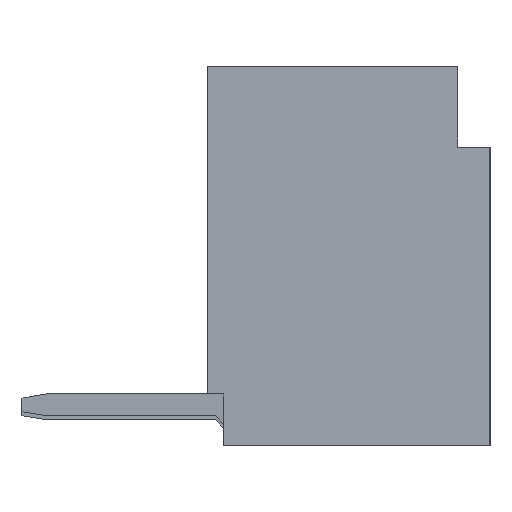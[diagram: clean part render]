
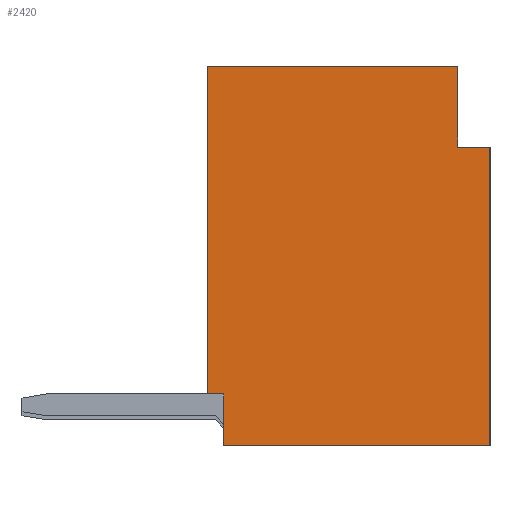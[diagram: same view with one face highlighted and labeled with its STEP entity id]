
A CAD part, left-side view. The second image highlights one B-rep face of the part: STEP entity #2420.
In plain terms, the highlighted planar face has unit normal (-1, 0, 0).
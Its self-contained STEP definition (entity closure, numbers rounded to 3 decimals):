
#290=ORIENTED_EDGE('',*,*,#963,.F.);
#291=ORIENTED_EDGE('',*,*,#964,.T.);
#292=ORIENTED_EDGE('',*,*,#955,.T.);
#293=ORIENTED_EDGE('',*,*,#827,.T.);
#294=ORIENTED_EDGE('',*,*,#965,.F.);
#295=ORIENTED_EDGE('',*,*,#966,.T.);
#296=ORIENTED_EDGE('',*,*,#967,.T.);
#297=ORIENTED_EDGE('',*,*,#939,.T.);
#827=EDGE_CURVE('',#1179,#1178,#1404,.T.);
#939=EDGE_CURVE('',#1272,#1271,#1516,.T.);
#955=EDGE_CURVE('',#1280,#1179,#1532,.T.);
#963=EDGE_CURVE('',#1285,#1271,#1540,.T.);
#964=EDGE_CURVE('',#1285,#1280,#1541,.T.);
#965=EDGE_CURVE('',#1286,#1178,#1542,.T.);
#966=EDGE_CURVE('',#1286,#1287,#1543,.T.);
#967=EDGE_CURVE('',#1287,#1272,#1544,.T.);
#1178=VERTEX_POINT('',#3391);
#1179=VERTEX_POINT('',#3393);
#1271=VERTEX_POINT('',#3615);
#1272=VERTEX_POINT('',#3617);
#1280=VERTEX_POINT('',#3647);
#1285=VERTEX_POINT('',#3662);
#1286=VERTEX_POINT('',#3665);
#1287=VERTEX_POINT('',#3667);
#1404=LINE('',#3392,#1727);
#1516=LINE('',#3616,#1839);
#1532=LINE('',#3646,#1855);
#1540=LINE('',#3661,#1863);
#1541=LINE('',#3663,#1864);
#1542=LINE('',#3664,#1865);
#1543=LINE('',#3666,#1866);
#1544=LINE('',#3668,#1867);
#1727=VECTOR('',#2737,1000.);
#1839=VECTOR('',#2887,1000.);
#1855=VECTOR('',#2915,1000.);
#1863=VECTOR('',#2927,1000.);
#1864=VECTOR('',#2928,1000.);
#1865=VECTOR('',#2929,1000.);
#1866=VECTOR('',#2930,1000.);
#1867=VECTOR('',#2931,1000.);
#2055=EDGE_LOOP('',(#290,#291,#292,#293,#294,#295,#296,#297));
#2188=FACE_BOUND('',#2055,.T.);
#2312=PLANE('',#2571);
#2420=ADVANCED_FACE('',(#2188),#2312,.T.);
#2571=AXIS2_PLACEMENT_3D('',#3660,#2925,#2926);
#2737=DIRECTION('',(0.,0.,1.));
#2887=DIRECTION('',(0.,0.,-1.));
#2915=DIRECTION('',(0.,-1.,0.));
#2925=DIRECTION('',(-1.,0.,0.));
#2926=DIRECTION('',(0.,0.,1.));
#2927=DIRECTION('',(0.,1.,0.));
#2928=DIRECTION('',(0.,0.,-1.));
#2929=DIRECTION('',(0.,-1.,0.));
#2930=DIRECTION('',(0.,0.,1.));
#2931=DIRECTION('',(0.,1.,0.));
#3391=CARTESIAN_POINT('',(-4.,-1.75,1.35));
#3392=CARTESIAN_POINT('',(-4.,-1.75,-2.35));
#3393=CARTESIAN_POINT('',(-4.,-1.75,-2.35));
#3615=CARTESIAN_POINT('',(-4.,1.75,-1.71));
#3616=CARTESIAN_POINT('',(-4.,1.75,2.35));
#3617=CARTESIAN_POINT('',(-4.,1.75,2.35));
#3646=CARTESIAN_POINT('',(-4.,1.75,-2.35));
#3647=CARTESIAN_POINT('',(-4.,1.55,-2.35));
#3660=CARTESIAN_POINT('',(-4.,0.,0.));
#3661=CARTESIAN_POINT('',(-4.,1.55,-1.71));
#3662=CARTESIAN_POINT('',(-4.,1.55,-1.71));
#3663=CARTESIAN_POINT('',(-4.,1.55,-1.81));
#3664=CARTESIAN_POINT('',(-4.,-1.35,1.35));
#3665=CARTESIAN_POINT('',(-4.,-1.35,1.35));
#3666=CARTESIAN_POINT('',(-4.,-1.35,1.35));
#3667=CARTESIAN_POINT('',(-4.,-1.35,2.35));
#3668=CARTESIAN_POINT('',(-4.,-1.75,2.35));
